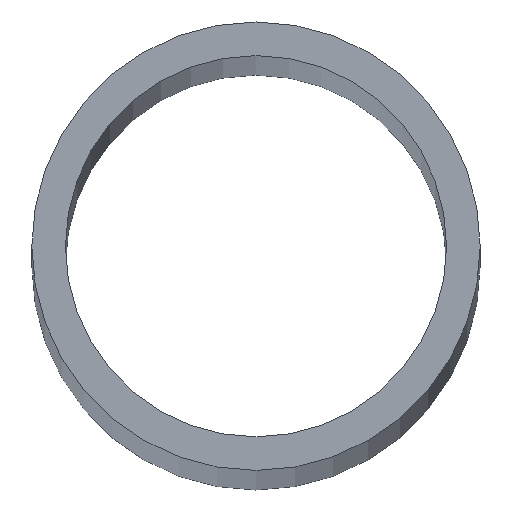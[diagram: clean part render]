
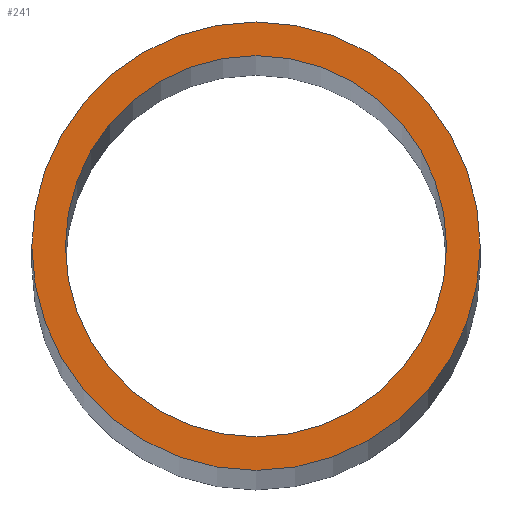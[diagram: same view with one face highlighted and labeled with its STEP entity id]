
A CAD part, top view. The second image highlights one B-rep face of the part: STEP entity #241.
In plain terms, the highlighted planar face has unit normal (0, 0, 1).
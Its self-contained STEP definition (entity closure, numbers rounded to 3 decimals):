
#4 = DIRECTION ( 'NONE',  ( 0., 0., 1. ) ) ;
#11 = CARTESIAN_POINT ( 'NONE',  ( 0., 0., 1000. ) ) ;
#31 = CARTESIAN_POINT ( 'NONE',  ( 0., 0., 1000. ) ) ;
#33 = DIRECTION ( 'NONE',  ( 1., 0., 0. ) ) ;
#40 = DIRECTION ( 'NONE',  ( 1., 0., 0. ) ) ;
#54 = DIRECTION ( 'NONE',  ( 1., 0., 0. ) ) ;
#55 = DIRECTION ( 'NONE',  ( 0., 0., 1. ) ) ;
#57 = CARTESIAN_POINT ( 'NONE',  ( 0., 0., 1000. ) ) ;
#59 = PLANE ( 'NONE',  #112 ) ;
#60 = CARTESIAN_POINT ( 'NONE',  ( 20., 0., 1000. ) ) ;
#61 = CARTESIAN_POINT ( 'NONE',  ( -20., 0., 1000. ) ) ;
#68 = CARTESIAN_POINT ( 'NONE',  ( 17., 0., 1000. ) ) ;
#73 = CARTESIAN_POINT ( 'NONE',  ( -17., 0., 1000. ) ) ;
#74 = DIRECTION ( 'NONE',  ( 1., 0., 0. ) ) ;
#75 = DIRECTION ( 'NONE',  ( 0., 0., 1. ) ) ;
#76 = CARTESIAN_POINT ( 'NONE',  ( 0., 0., 1000. ) ) ;
#79 = DIRECTION ( 'NONE',  ( 1., 0., 0. ) ) ;
#80 = DIRECTION ( 'NONE',  ( 0., 0., 1. ) ) ;
#81 = DIRECTION ( 'NONE',  ( 0., 0., 1. ) ) ;
#82 = CARTESIAN_POINT ( 'NONE',  ( 0., 0., 1000. ) ) ;
#112 = AXIS2_PLACEMENT_3D ( 'NONE', #57, #55, #54 ) ;
#115 = AXIS2_PLACEMENT_3D ( 'NONE', #82, #80, #79 ) ;
#116 = AXIS2_PLACEMENT_3D ( 'NONE', #76, #75, #74 ) ;
#118 = AXIS2_PLACEMENT_3D ( 'NONE', #31, #4, #40 ) ;
#119 = AXIS2_PLACEMENT_3D ( 'NONE', #11, #81, #33 ) ;
#122 = EDGE_CURVE ( 'NONE', #150, #145, #202, .T. ) ;
#124 = EDGE_CURVE ( 'NONE', #151, #149, #210, .T. ) ;
#128 = EDGE_CURVE ( 'NONE', #149, #151, #223, .T. ) ;
#129 = EDGE_CURVE ( 'NONE', #145, #150, #222, .T. ) ;
#143 = EDGE_LOOP ( 'NONE', ( #197, #198 ) ) ;
#145 = VERTEX_POINT ( 'NONE', #68 ) ;
#148 = FACE_BOUND ( 'NONE', #143, .T. ) ;
#149 = VERTEX_POINT ( 'NONE', #61 ) ;
#150 = VERTEX_POINT ( 'NONE', #73 ) ;
#151 = VERTEX_POINT ( 'NONE', #60 ) ;
#166 = EDGE_LOOP ( 'NONE', ( #191, #196 ) ) ;
#185 = FACE_OUTER_BOUND ( 'NONE', #166, .T. ) ;
#191 = ORIENTED_EDGE ( 'NONE', *, *, #128, .T. ) ;
#196 = ORIENTED_EDGE ( 'NONE', *, *, #124, .T. ) ;
#197 = ORIENTED_EDGE ( 'NONE', *, *, #122, .F. ) ;
#198 = ORIENTED_EDGE ( 'NONE', *, *, #129, .F. ) ;
#202 = CIRCLE ( 'NONE', #119, 17. ) ;
#210 = CIRCLE ( 'NONE', #118, 20. ) ;
#222 = CIRCLE ( 'NONE', #116, 17. ) ;
#223 = CIRCLE ( 'NONE', #115, 20. ) ;
#241 = ADVANCED_FACE ( 'NONE', ( #185, #148 ), #59, .T. ) ;
